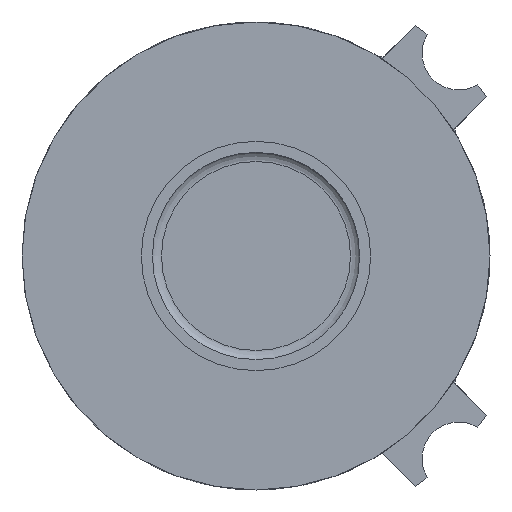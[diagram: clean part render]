
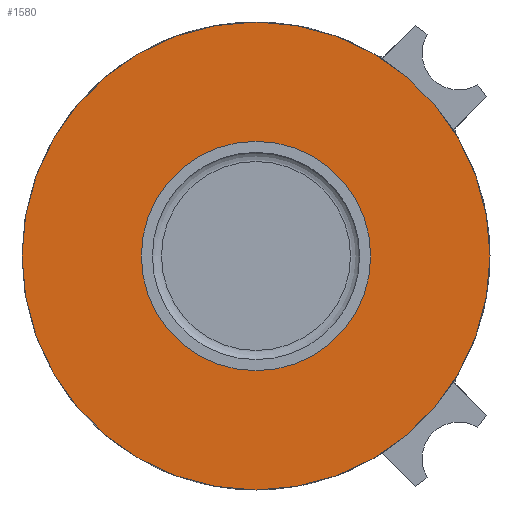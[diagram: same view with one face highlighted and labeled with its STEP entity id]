
A CAD part, left-side view. The second image highlights one B-rep face of the part: STEP entity #1580.
In plain terms, the highlighted planar face has unit normal (-1, 0, 0).
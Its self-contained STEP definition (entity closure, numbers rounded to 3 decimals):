
#51=PLANE('',#1740);
#488=ORIENTED_EDGE('',*,*,#768,.F.);
#489=ORIENTED_EDGE('',*,*,#895,.T.);
#768=EDGE_CURVE('',#1000,#1000,#1159,.T.);
#895=EDGE_CURVE('',#1100,#1100,#1212,.T.);
#1000=VERTEX_POINT('',#2385);
#1100=VERTEX_POINT('',#3902);
#1159=CIRCLE('',#1655,51.);
#1212=CIRCLE('',#1741,25.);
#1314=EDGE_LOOP('',(#488));
#1315=EDGE_LOOP('',(#489));
#1431=FACE_BOUND('',#1314,.T.);
#1432=FACE_BOUND('',#1315,.T.);
#1580=ADVANCED_FACE('',(#1431,#1432),#51,.T.);
#1655=AXIS2_PLACEMENT_3D('',#2384,#1864,#1865);
#1740=AXIS2_PLACEMENT_3D('',#3900,#2099,#2100);
#1741=AXIS2_PLACEMENT_3D('',#3901,#2101,#2102);
#1864=DIRECTION('',(1.,0.,0.));
#1865=DIRECTION('',(0.,1.,0.));
#2099=DIRECTION('',(-1.,0.,0.));
#2100=DIRECTION('',(0.,-1.,0.));
#2101=DIRECTION('',(1.,0.,0.));
#2102=DIRECTION('',(0.,1.,0.));
#2384=CARTESIAN_POINT('',(0.,0.,0.));
#2385=CARTESIAN_POINT('',(0.,51.,0.));
#3900=CARTESIAN_POINT('',(0.,25.,0.));
#3901=CARTESIAN_POINT('',(0.,0.,0.));
#3902=CARTESIAN_POINT('',(0.,25.,0.));
